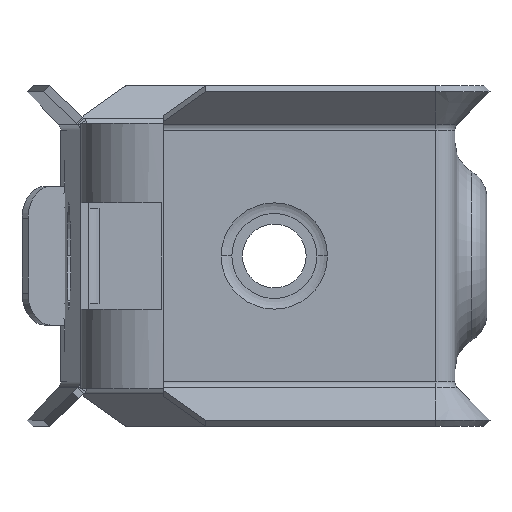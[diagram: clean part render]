
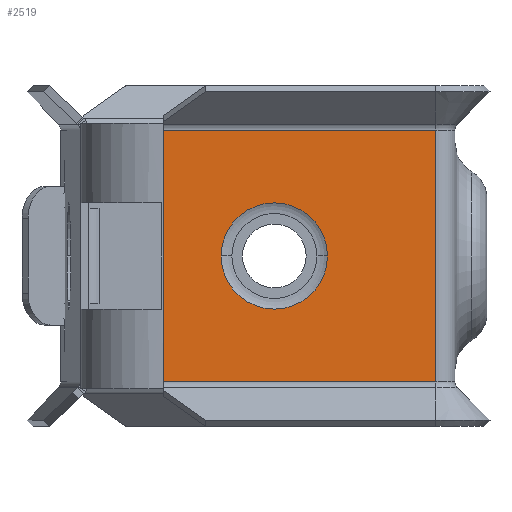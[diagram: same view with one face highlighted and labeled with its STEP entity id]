
A CAD part, front view. The second image highlights one B-rep face of the part: STEP entity #2519.
In plain terms, the highlighted planar face has unit normal (0, -1, 0).
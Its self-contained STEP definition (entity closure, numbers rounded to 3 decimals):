
#2=CARTESIAN_POINT('',(-17.,0.,12.5));
#3=DIRECTION('',(0.,-1.,0.));
#4=DIRECTION('',(1.,0.,0.));
#5=AXIS2_PLACEMENT_3D('',#2,#3,#4);
#7=CARTESIAN_POINT('',(-17.,0.,12.5));
#8=DIRECTION('',(0.,-1.,0.));
#9=DIRECTION('',(-1.,0.,0.));
#10=AXIS2_PLACEMENT_3D('',#7,#8,#9);
#17=DIRECTION('',(-1.,0.,0.));
#18=VECTOR('',#17,25.668);
#19=CARTESIAN_POINT('',(-1.8,0.,24.337));
#20=LINE('',#19,#18);
#499=DIRECTION('',(0.,0.,-1.));
#500=VECTOR('',#499,23.675);
#501=CARTESIAN_POINT('',(-27.468,0.,24.337));
#502=LINE('',#501,#500);
#846=DIRECTION('',(1.,0.,0.));
#847=VECTOR('',#846,25.668);
#848=CARTESIAN_POINT('',(-27.468,0.,0.663));
#849=LINE('',#848,#847);
#864=DIRECTION('',(0.,0.,1.));
#865=VECTOR('',#864,23.675);
#866=CARTESIAN_POINT('',(-1.8,0.,0.663));
#867=LINE('',#866,#865);
#2046=CARTESIAN_POINT('',(-12.,0.,12.5));
#2047=CARTESIAN_POINT('',(-22.,0.,12.5));
#2048=VERTEX_POINT('',#2046);
#2049=VERTEX_POINT('',#2047);
#2120=CARTESIAN_POINT('',(-27.468,0.,0.663));
#2121=CARTESIAN_POINT('',(-1.8,0.,0.663));
#2122=VERTEX_POINT('',#2120);
#2123=VERTEX_POINT('',#2121);
#2150=CARTESIAN_POINT('',(-1.8,0.,24.337));
#2151=CARTESIAN_POINT('',(-27.468,0.,24.337));
#2152=VERTEX_POINT('',#2150);
#2153=VERTEX_POINT('',#2151);
#2498=CARTESIAN_POINT('',(-35.,0.,0.));
#2499=DIRECTION('',(0.,-1.,0.));
#2500=DIRECTION('',(1.,0.,0.));
#2501=AXIS2_PLACEMENT_3D('',#2498,#2499,#2500);
#2502=PLANE('',#2501);
#2504=ORIENTED_EDGE('',*,*,#2503,.F.);
#2506=ORIENTED_EDGE('',*,*,#2505,.F.);
#2508=ORIENTED_EDGE('',*,*,#2507,.F.);
#2510=ORIENTED_EDGE('',*,*,#2509,.F.);
#2511=EDGE_LOOP('',(#2504,#2506,#2508,#2510));
#2512=FACE_OUTER_BOUND('',#2511,.F.);
#2514=ORIENTED_EDGE('',*,*,#2513,.T.);
#2516=ORIENTED_EDGE('',*,*,#2515,.T.);
#2517=EDGE_LOOP('',(#2514,#2516));
#2518=FACE_BOUND('',#2517,.F.);
#2519=ADVANCED_FACE('',(#2512,#2518),#2502,.T.);
#6=CIRCLE('',#5,5.);
#11=CIRCLE('',#10,5.);
#2503=EDGE_CURVE('',#2152,#2153,#20,.T.);
#2505=EDGE_CURVE('',#2123,#2152,#867,.T.);
#2507=EDGE_CURVE('',#2122,#2123,#849,.T.);
#2509=EDGE_CURVE('',#2153,#2122,#502,.T.);
#2513=EDGE_CURVE('',#2048,#2049,#6,.T.);
#2515=EDGE_CURVE('',#2049,#2048,#11,.T.);
